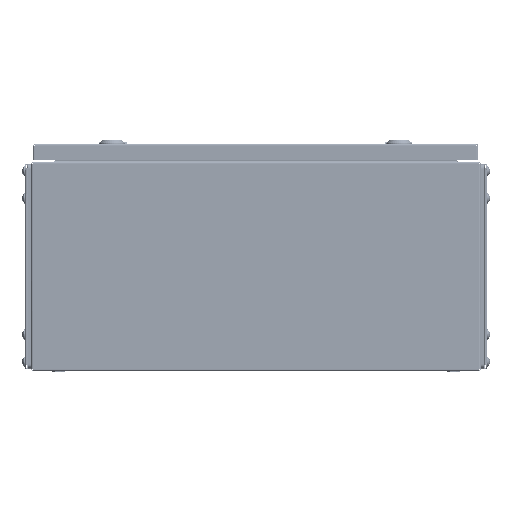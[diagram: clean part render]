
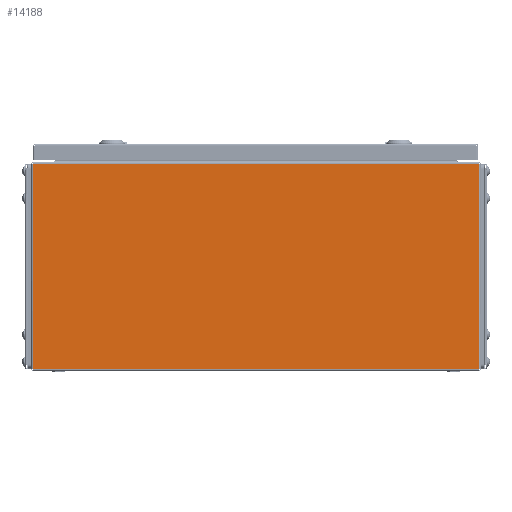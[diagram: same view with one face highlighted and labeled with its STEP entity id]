
A CAD part, left-side view. The second image highlights one B-rep face of the part: STEP entity #14188.
In plain terms, the highlighted planar face has unit normal (-1, 0, 0).
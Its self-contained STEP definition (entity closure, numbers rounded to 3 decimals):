
#1591 = CARTESIAN_POINT ( 'NONE',  ( -150., 0., 0. ) ) ;
#2180 = EDGE_CURVE ( 'NONE', #75898, #31907, #16539, .T. ) ;
#6609 = CARTESIAN_POINT ( 'NONE',  ( -150., -245.5, 227.5 ) ) ;
#8631 = LINE ( 'NONE', #71843, #26569 ) ;
#9364 = PLANE ( 'NONE',  #60154 ) ;
#9552 = LINE ( 'NONE', #78595, #25544 ) ;
#10083 = ORIENTED_EDGE ( 'NONE', *, *, #51565, .F. ) ;
#10597 = VERTEX_POINT ( 'NONE', #31593 ) ;
#11079 = VECTOR ( 'NONE', #56356, 1000. ) ;
#14188 = ADVANCED_FACE ( 'NONE', ( #40386 ), #9364, .F. ) ;
#14404 = ORIENTED_EDGE ( 'NONE', *, *, #48116, .T. ) ;
#16539 = LINE ( 'NONE', #37181, #76622 ) ;
#20558 = DIRECTION ( 'NONE',  ( 0., 0., -1. ) ) ;
#25544 = VECTOR ( 'NONE', #53403, 1000. ) ;
#26569 = VECTOR ( 'NONE', #33851, 1000. ) ;
#30833 = EDGE_LOOP ( 'NONE', ( #37026, #14404, #10083, #55680 ) ) ;
#31593 = CARTESIAN_POINT ( 'NONE',  ( -150., 245.5, 1. ) ) ;
#31907 = VERTEX_POINT ( 'NONE', #34584 ) ;
#33851 = DIRECTION ( 'NONE',  ( 0., 1., 0. ) ) ;
#34584 = CARTESIAN_POINT ( 'NONE',  ( -150., 245.5, 227.5 ) ) ;
#37026 = ORIENTED_EDGE ( 'NONE', *, *, #2180, .T. ) ;
#37181 = CARTESIAN_POINT ( 'NONE',  ( -150., -245.5, 227.5 ) ) ;
#38391 = CARTESIAN_POINT ( 'NONE',  ( -150., -245.5, 1. ) ) ;
#40386 = FACE_OUTER_BOUND ( 'NONE', #30833, .T. ) ;
#42192 = DIRECTION ( 'NONE',  ( 0., 1., 0. ) ) ;
#44773 = LINE ( 'NONE', #55934, #11079 ) ;
#48116 = EDGE_CURVE ( 'NONE', #31907, #10597, #9552, .T. ) ;
#48906 = EDGE_CURVE ( 'NONE', #72298, #75898, #44773, .T. ) ;
#51565 = EDGE_CURVE ( 'NONE', #72298, #10597, #8631, .T. ) ;
#51970 = DIRECTION ( 'NONE',  ( 1., 0., 0. ) ) ;
#53403 = DIRECTION ( 'NONE',  ( 0., 0., -1. ) ) ;
#55680 = ORIENTED_EDGE ( 'NONE', *, *, #48906, .T. ) ;
#55934 = CARTESIAN_POINT ( 'NONE',  ( -150., -245.5, 0. ) ) ;
#56356 = DIRECTION ( 'NONE',  ( 0., 0., 1. ) ) ;
#60154 = AXIS2_PLACEMENT_3D ( 'NONE', #1591, #51970, #20558 ) ;
#71843 = CARTESIAN_POINT ( 'NONE',  ( -150., 245.5, 1. ) ) ;
#72298 = VERTEX_POINT ( 'NONE', #38391 ) ;
#75898 = VERTEX_POINT ( 'NONE', #6609 ) ;
#76622 = VECTOR ( 'NONE', #42192, 1000. ) ;
#78595 = CARTESIAN_POINT ( 'NONE',  ( -150., 245.5, 0. ) ) ;
